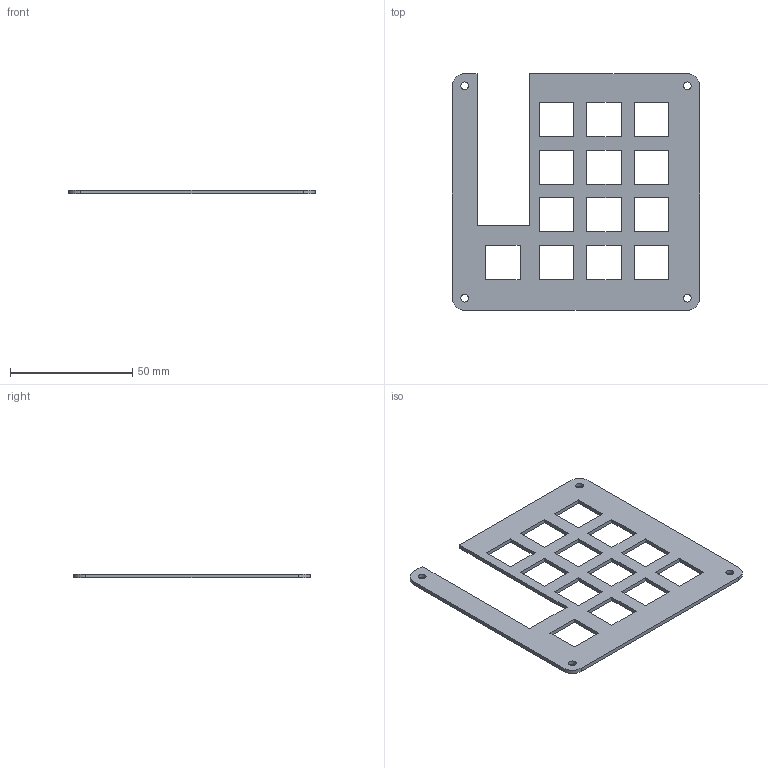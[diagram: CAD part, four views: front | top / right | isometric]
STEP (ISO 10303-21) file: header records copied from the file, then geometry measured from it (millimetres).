
FILE_DESCRIPTION(/* description */ ('STEP AP242','CAx-IF Rec.Pracs.---Representation and Presentation of Product Manufacturing Information (PMI)---4.0---2014-10-13','CAx-IF Rec.Pracs.---3D Tessellated Geometry---0.4---2014-09-14','2;1'),/* implementation_level */ '2;1');
FILE_NAME(/* name */ '644999c3b268fc4f062d531c',/* time_stamp */ '2023-04-26T21:38:11+00:00',/* author */ (''),/* organization */ (''),/* preprocessor_version */ 'ST-DEVELOPER v18.102',/* originating_system */ ' ',/* authorisation */ ' ');
FILE_SCHEMA (('AP242_MANAGED_MODEL_BASED_3D_ENGINEERING_MIM_LF { 1 0 10303 442 1 1 4 }'));
Length unit declared in the file: metre
Products named in the file (1): Plate
Bounding box: 101.1 x 96.9 x 1.6 mm (x, y, z)
Volume: 9370 mm3; surface area: 13759.7 mm2
Topology: 1 solids, 1 shells, 72 faces, 210 edges, 140 vertices
Faces by surface type: plane 64, cylinder 8
Full cylindrical faces by diameter (mm): 3.15 x4
Entity records: 2422 total; most frequent: CARTESIAN_POINT 425, ORIENTED_EDGE 412, DIRECTION 366, EDGE_CURVE 206, LINE 188, VECTOR 188, VERTEX_POINT 140, EDGE_LOOP 110
